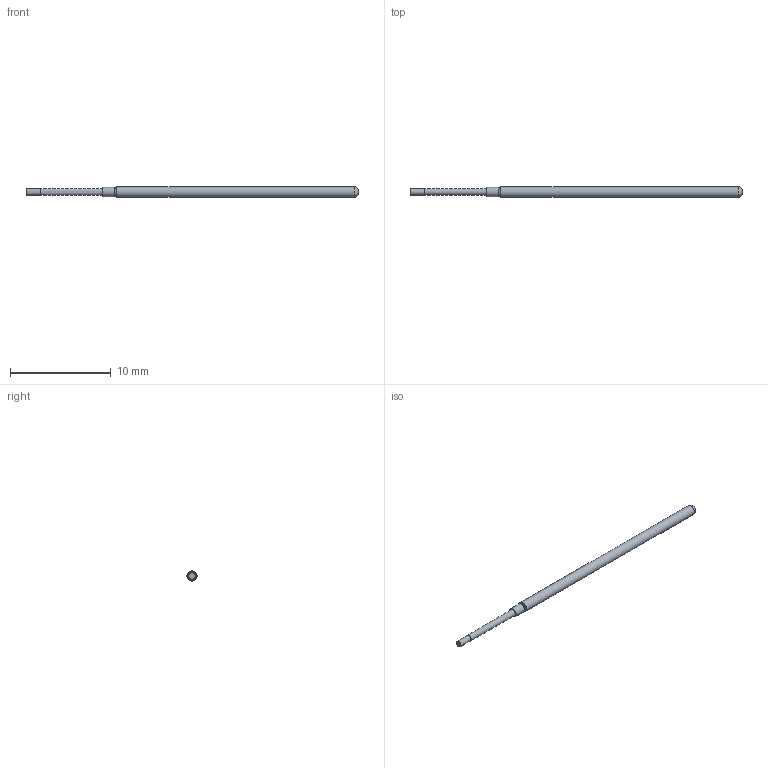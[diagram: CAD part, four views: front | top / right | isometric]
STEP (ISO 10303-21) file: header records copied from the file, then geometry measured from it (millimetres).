
FILE_DESCRIPTION (( 'STEP AP214' ), '1' );
FILE_NAME ('075-2520.STEP', '2021-01-08T13:29:54', ( '' ), ( '' ), 'SwSTEP 2.0', 'SolidWorks 2020', '' );
FILE_SCHEMA (( 'AUTOMOTIVE_DESIGN' ));
Length unit declared in the file: inch
Products named in the file (1): 075-2520
Bounding box: 33.02 x 1.02 x 1.02 mm (x, y, z)
Volume: 23.1 mm3; surface area: 97.8 mm2
Topology: 1 solids, 1 shells, 14 faces, 26 edges, 15 vertices
Faces by surface type: torus 4, cone 4, cylinder 3, plane 3
Full cylindrical faces by diameter (mm): 0.457 x1, 0.914 x1, 1.021 x1
Entity records: 496 total; most frequent: DIRECTION 56, CARTESIAN_POINT 41, AXIS2_PLACEMENT_3D 28, ORIENTED_EDGE 26, EDGE_LOOP 26, FACE_OUTER_BOUND 21, UNCERTAINTY_MEASURE_WITH_UNIT 17, LENGTH_MEASURE_WITH_UNIT 17
